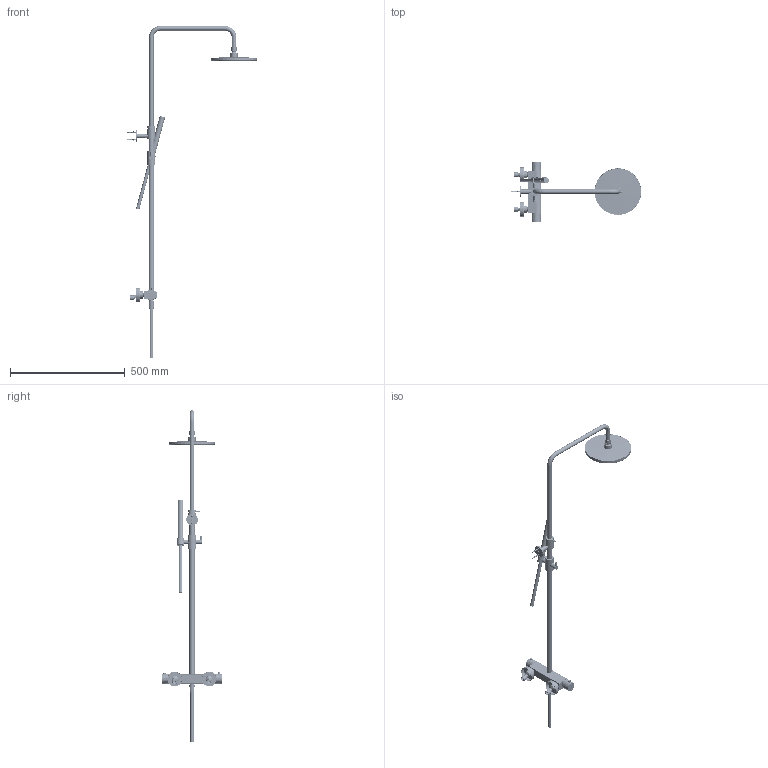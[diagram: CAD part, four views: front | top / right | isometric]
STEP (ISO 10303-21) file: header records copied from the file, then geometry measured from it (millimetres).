
FILE_DESCRIPTION(/* description */ ('Unknown'),/* implementation_level */ '2;1');
FILE_NAME(/* name */ 'SDS9-20',/* time_stamp */ '2020-03-16T14:03:26+01:00',/* author */ ('Unknown'),/* organization */ ('Unknown'),/* preprocessor_version */ 'ST-DEVELOPER v16.7',/* originating_system */ 'DEX',/* authorisation */ $);
FILE_SCHEMA (('AUTOMOTIVE_DESIGN {1 0 10303 214 3 1 1}'));
Length unit declared in the file: millimetre
Products named in the file (99): SDS9-00r2; M431-00; tubo colonna_0022.01.009_default; tubo colonna_0022.01.008_default; Anello ferma tubo_22010445_22010445; Grano M4x 3 punta conica_Grano M4x 3 punta conica; Sostegno colonna_22010225_22010225; or 2093 23.52 x 1.78_10000025; Teflon_22000235_22000235; anello teflon_22000236_22000236; Ghiera di fissaggio_22010455_22010455; or 20 x 1.5_J2000125; astina Laddy_J6010085; Grano M4x 12 punta conica_Grano M4x 12 punta conica; telescopico_22010265_22010265; telescopico femmina_0022.01.275_0022.01.275; Raccordo soffione_22010255_22010255; or 2056 14x1.78_63000065; raccordo tubo_0022.00.245_0022.00.245; or 17 x 2_93000035; centrale colonna_22010585_22010585; interno teflon colonna_22001025_22001025; pernettto colonna_22000465_22000465; distanziale_22000505_22000505; manopola colonna_22010485_22010485; braccetto colonna_22010475_22010475; supporto docc colonna_22011015_22011015; Vite M4 x 10 cilind croce_Vite M4 x 10 cilind croce; disco fissaggio colonna_0022.01.003_0022.00.003; tassello_39000245_39000245; Vite ST4.2 x 38 autofilett. svasata croce_Vite ST4.2 x 38 autofilett.
 svasata croce; rosone colonna_0022.01.004_0022.01.004; M100-00; M100-02; M100-001; 23090; M100-06; 210202-4x6; M100-03; M100-04 ...
Assembly tree (127 placements, depth 4):
  SDS9-00r2
    M431-00
      tubo colonna_0022.01.009_default
      tubo colonna_0022.01.008_default
      Anello ferma tubo_22010445_22010445
      Grano M4x 3 punta conica_Grano M4x 3 punta conica  x4
      Sostegno colonna_22010225_22010225
      or 2093 23.52 x 1.78_10000025
      Teflon_22000235_22000235
      anello teflon_22000236_22000236
      Ghiera di fissaggio_22010455_22010455
      or 20 x 1.5_J2000125  x2
      astina Laddy_J6010085  x2
      Grano M4x 12 punta conica_Grano M4x 12 punta conica  x2
      telescopico_22010265_22010265
      telescopico femmina_0022.01.275_0022.01.275
      Raccordo soffione_22010255_22010255
      or 2056 14x1.78_63000065  x3
      raccordo tubo_0022.00.245_0022.00.245
      or 17 x 2_93000035  x3
      centrale colonna_22010585_22010585
      interno teflon colonna_22001025_22001025
      pernettto colonna_22000465_22000465  x2
      distanziale_22000505_22000505
      manopola colonna_22010485_22010485
      braccetto colonna_22010475_22010475
      supporto docc colonna_22011015_22011015
      Vite M4 x 10 cilind croce_Vite M4 x 10 cilind croce
      disco fissaggio colonna_0022.01.003_0022.00.003
      tassello_39000245_39000245  x2
      Vite ST4.2 x 38 autofilett. svasata croce_Vite ST4.2 x 38 autofilett.
 svasata croce  x2
      rosone colonna_0022.01.004_0022.01.004
    M100-00
      M100-02
      M100-001
        23090
        M100-06
        210202-4x6  x4
      M100-03
      M100-04
      M100-05
      M100-003
      M100-002
        M100-07
        M100-08
        M100-09
      M100-10
      M100-11
    M015-001  x2
    M352-00
      M352-03
      M352-02
      M352-001
        anello or(11 x 2)
        non ritorno body(post dim 15 rossa)
        non ritorno valv(dim 15 rossa)
        non ritorno body(anter dim 15 rossa)
      M352-01
        MNP0003TO pom
        TUB0130ST_SOLID_1
Bounding box: 568.78 x 259.35 x 1445.69 mm (x, y, z)
Volume: 1116451.8 mm3; surface area: 899788.8 mm2
Topology: 120 solids, 120 shells, 6257 faces, 15037 edges, 9390 vertices
Faces by surface type: plane 2143, cylinder 1686, cone 1057, torus 787, bspline 411, sphere 173
Full cylindrical faces by diameter (mm): 1 x126, 1.5 x23, 2 x1, 2.059 x1, 2.459 x2, 2.5 x9, 2.8 x3, 3 x3, 3.1 x48, 3.2 x2, 3.242 x4, 3.3 x10, 3.5 x6, 4 x68, 4.1 x1, 4.134 x4, 4.2 x3, 4.5 x136, 4.8 x8, 5 x34, 5.05 x2, 5.2 x3, 5.8 x1, 6 x2, 6.05 x2, 6.2 x2, 6.5 x1, 6.7 x3, 6.8 x2, 7 x11
Entity records: 174069 total; most frequent: CARTESIAN_POINT 46306, DIRECTION 23562, ORIENTED_EDGE 19824, AXIS2_PLACEMENT_3D 10343, EDGE_CURVE 9912, FACE_BOUND 8552, EDGE_LOOP 8523, VERTEX_POINT 7172
